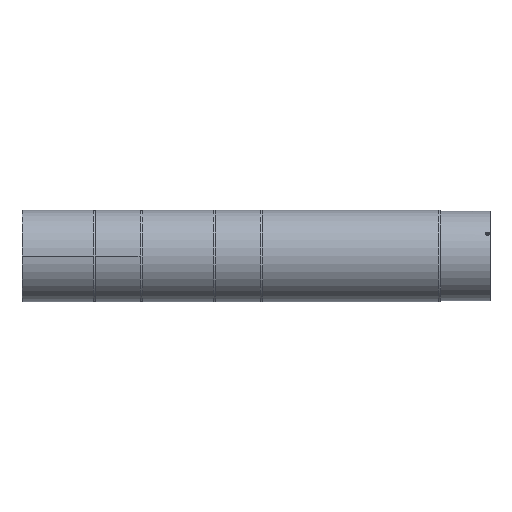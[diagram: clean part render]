
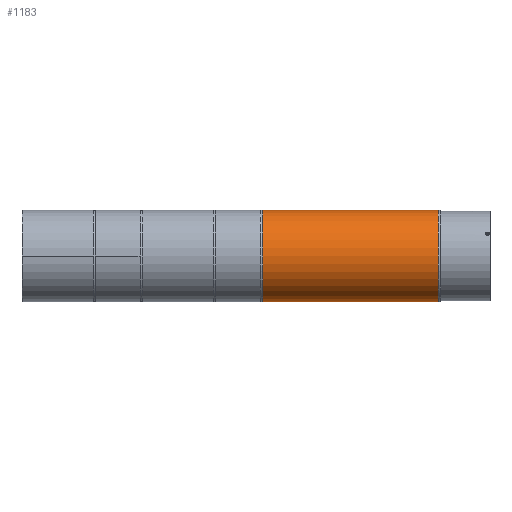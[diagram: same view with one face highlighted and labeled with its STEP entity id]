
A CAD part, left-side view. The second image highlights one B-rep face of the part: STEP entity #1183.
In plain terms, the highlighted cylindrical face has radius 112.5 mm (diameter 225 mm), a partial arc.
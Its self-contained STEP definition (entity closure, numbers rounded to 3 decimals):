
#6 = AXIS2_PLACEMENT_3D ( 'NONE', #3739, #2130, #1504 ) ;
#283 = CARTESIAN_POINT ( 'NONE',  ( 0., 556., -112.5 ) ) ;
#622 = CARTESIAN_POINT ( 'NONE',  ( 0., 127., 112.5 ) ) ;
#764 = VERTEX_POINT ( 'NONE', #283 ) ;
#799 = DIRECTION ( 'NONE',  ( 0., -1., 0. ) ) ;
#1110 = VERTEX_POINT ( 'NONE', #2075 ) ;
#1183 = ADVANCED_FACE ( 'NONE', ( #2895 ), #1280, .T. ) ;
#1279 = EDGE_CURVE ( 'NONE', #2839, #1110, #1911, .T. ) ;
#1280 = CYLINDRICAL_SURFACE ( 'NONE', #6, 112.5 ) ;
#1290 = EDGE_CURVE ( 'NONE', #2839, #764, #4053, .T. ) ;
#1305 = VECTOR ( 'NONE', #799, 1000. ) ;
#1470 = LINE ( 'NONE', #3621, #1662 ) ;
#1504 = DIRECTION ( 'NONE',  ( 0., 0., -1. ) ) ;
#1657 = CARTESIAN_POINT ( 'NONE',  ( 0., 556., 0. ) ) ;
#1662 = VECTOR ( 'NONE', #3314, 1000. ) ;
#1673 = ORIENTED_EDGE ( 'NONE', *, *, #2592, .F. ) ;
#1742 = EDGE_LOOP ( 'NONE', ( #3438, #3665, #2390, #1673 ) ) ;
#1802 = DIRECTION ( 'NONE',  ( 0., -1., 0. ) ) ;
#1911 = LINE ( 'NONE', #622, #1305 ) ;
#2075 = CARTESIAN_POINT ( 'NONE',  ( 0., 127., 112.5 ) ) ;
#2130 = DIRECTION ( 'NONE',  ( 0., -1., 0. ) ) ;
#2152 = EDGE_CURVE ( 'NONE', #764, #2286, #1470, .T. ) ;
#2286 = VERTEX_POINT ( 'NONE', #3026 ) ;
#2390 = ORIENTED_EDGE ( 'NONE', *, *, #2152, .T. ) ;
#2394 = AXIS2_PLACEMENT_3D ( 'NONE', #3872, #3516, #3805 ) ;
#2592 = EDGE_CURVE ( 'NONE', #1110, #2286, #2817, .T. ) ;
#2722 = DIRECTION ( 'NONE',  ( 0., 0., -1. ) ) ;
#2817 = CIRCLE ( 'NONE', #2394, 112.5 ) ;
#2839 = VERTEX_POINT ( 'NONE', #3135 ) ;
#2895 = FACE_OUTER_BOUND ( 'NONE', #1742, .T. ) ;
#2936 = AXIS2_PLACEMENT_3D ( 'NONE', #1657, #1802, #2722 ) ;
#3026 = CARTESIAN_POINT ( 'NONE',  ( 0., 127., -112.5 ) ) ;
#3135 = CARTESIAN_POINT ( 'NONE',  ( 0., 556., 112.5 ) ) ;
#3314 = DIRECTION ( 'NONE',  ( 0., -1., 0. ) ) ;
#3438 = ORIENTED_EDGE ( 'NONE', *, *, #1279, .F. ) ;
#3516 = DIRECTION ( 'NONE',  ( 0., -1., 0. ) ) ;
#3621 = CARTESIAN_POINT ( 'NONE',  ( 0., 127., -112.5 ) ) ;
#3665 = ORIENTED_EDGE ( 'NONE', *, *, #1290, .T. ) ;
#3739 = CARTESIAN_POINT ( 'NONE',  ( 0., 127., 0. ) ) ;
#3805 = DIRECTION ( 'NONE',  ( 0., 0., -1. ) ) ;
#3872 = CARTESIAN_POINT ( 'NONE',  ( 0., 127., 0. ) ) ;
#4053 = CIRCLE ( 'NONE', #2936, 112.5 ) ;
